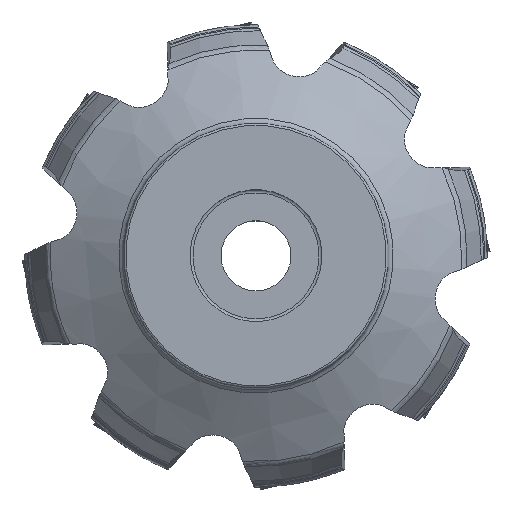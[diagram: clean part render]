
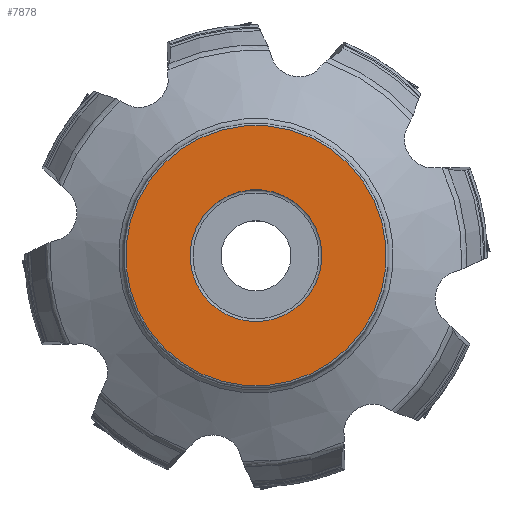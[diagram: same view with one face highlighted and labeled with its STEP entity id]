
A CAD part, top view. The second image highlights one B-rep face of the part: STEP entity #7878.
In plain terms, the highlighted planar face has unit normal (0, 0, 1).
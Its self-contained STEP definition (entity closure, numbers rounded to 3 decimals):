
#2627=FACE_BOUND('',#15537,.T.);
#2628=FACE_BOUND('',#15538,.T.);
#7878=ADVANCED_FACE('CU_BACK_F001',(#2627,#2628),#8603,.F.);
#8603=PLANE('',#62740);
#15537=EDGE_LOOP('',(#37267));
#15538=EDGE_LOOP('',(#37268));
#18328=CIRCLE('',#57598,12.705);
#20570=CIRCLE('',#62738,25.1);
#37267=ORIENTED_EDGE('',*,*,#44446,.F.);
#37268=ORIENTED_EDGE('',*,*,#51214,.T.);
#38778=VERTEX_POINT('',#87104);
#42741=VERTEX_POINT('',#129190);
#44446=EDGE_CURVE('',#38778,#38778,#18328,.T.);
#51214=EDGE_CURVE('',#42741,#42741,#20570,.T.);
#57598=AXIS2_PLACEMENT_3D('',#87103,#65277,#65278);
#62738=AXIS2_PLACEMENT_3D('',#129189,#77701,#77702);
#62740=AXIS2_PLACEMENT_3D('',#129192,#77705,#77706);
#65277=DIRECTION('',(0.,0.,1.));
#65278=DIRECTION('',(0.966,0.259,0.));
#77701=DIRECTION('',(0.,0.,1.));
#77702=DIRECTION('',(0.966,0.259,0.));
#77705=DIRECTION('',(0.,0.,-1.));
#77706=DIRECTION('',(-0.966,-0.259,0.));
#87103=CARTESIAN_POINT('',(0.,0.,
0.));
#87104=CARTESIAN_POINT('',(12.272,3.288,0.));
#129189=CARTESIAN_POINT('',(0.,0.,
0.));
#129190=CARTESIAN_POINT('',(24.245,6.496,0.));
#129192=CARTESIAN_POINT('',(-24.5,0.,0.));
